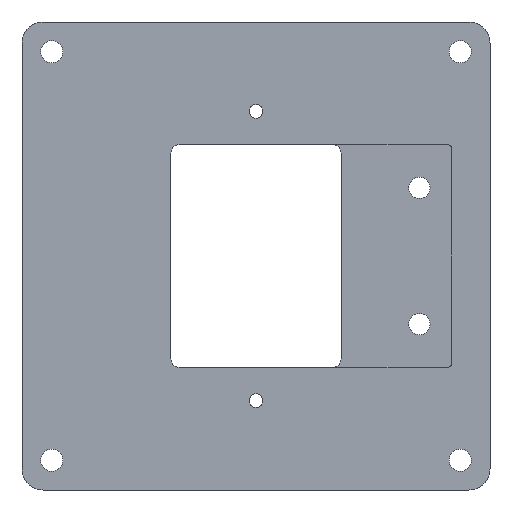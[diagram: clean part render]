
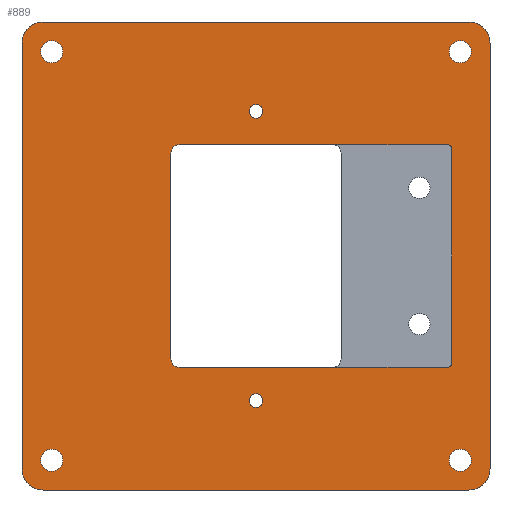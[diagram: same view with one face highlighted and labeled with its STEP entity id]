
A CAD part, front view. The second image highlights one B-rep face of the part: STEP entity #889.
In plain terms, the highlighted planar face has unit normal (0, -1, 0).
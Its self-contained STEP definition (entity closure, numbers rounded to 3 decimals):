
#54=FACE_BOUND('',#160,.T.);
#55=FACE_BOUND('',#161,.T.);
#56=FACE_BOUND('',#162,.T.);
#57=FACE_BOUND('',#163,.T.);
#58=FACE_BOUND('',#164,.T.);
#59=FACE_BOUND('',#165,.T.);
#60=FACE_BOUND('',#166,.T.);
#72=PLANE('',#1003);
#104=FACE_OUTER_BOUND('',#159,.T.);
#159=EDGE_LOOP('',(#693,#694,#695,#696,#697,#698,#699,#700));
#160=EDGE_LOOP('',(#701));
#161=EDGE_LOOP('',(#702));
#162=EDGE_LOOP('',(#703));
#163=EDGE_LOOP('',(#704));
#164=EDGE_LOOP('',(#705));
#165=EDGE_LOOP('',(#706));
#166=EDGE_LOOP('',(#707,#708,#709,#710,#711,#712,#713,#714,#715,#716));
#206=LINE('',#1359,#266);
#222=LINE('',#1525,#282);
#225=LINE('',#1530,#285);
#226=LINE('',#1534,#286);
#227=LINE('',#1538,#287);
#228=LINE('',#1542,#288);
#229=LINE('',#1546,#289);
#230=LINE('',#1557,#290);
#231=LINE('',#1561,#291);
#232=LINE('',#1564,#292);
#266=VECTOR('',#1078,10.);
#282=VECTOR('',#1198,10.);
#285=VECTOR('',#1203,10.);
#286=VECTOR('',#1206,10.);
#287=VECTOR('',#1209,10.);
#288=VECTOR('',#1212,10.);
#289=VECTOR('',#1215,10.);
#290=VECTOR('',#1226,10.);
#291=VECTOR('',#1229,10.);
#292=VECTOR('',#1232,10.);
#321=CIRCLE('',#942,0.8);
#323=CIRCLE('',#945,0.8);
#325=CIRCLE('',#948,0.5);
#331=CIRCLE('',#957,0.5);
#365=CIRCLE('',#1004,2.5);
#366=CIRCLE('',#1005,2.5);
#367=CIRCLE('',#1006,2.5);
#368=CIRCLE('',#1007,2.5);
#369=CIRCLE('',#1008,1.3);
#370=CIRCLE('',#1009,1.3);
#371=CIRCLE('',#1010,1.3);
#372=CIRCLE('',#1011,1.3);
#373=CIRCLE('',#1012,1.);
#374=CIRCLE('',#1013,1.);
#385=VERTEX_POINT('',#1336);
#387=VERTEX_POINT('',#1342);
#390=VERTEX_POINT('',#1349);
#391=VERTEX_POINT('',#1351);
#393=VERTEX_POINT('',#1357);
#401=VERTEX_POINT('',#1377);
#437=VERTEX_POINT('',#1524);
#438=VERTEX_POINT('',#1528);
#439=VERTEX_POINT('',#1532);
#440=VERTEX_POINT('',#1533);
#441=VERTEX_POINT('',#1535);
#442=VERTEX_POINT('',#1537);
#443=VERTEX_POINT('',#1539);
#444=VERTEX_POINT('',#1541);
#445=VERTEX_POINT('',#1543);
#446=VERTEX_POINT('',#1545);
#447=VERTEX_POINT('',#1548);
#448=VERTEX_POINT('',#1550);
#449=VERTEX_POINT('',#1552);
#450=VERTEX_POINT('',#1554);
#451=VERTEX_POINT('',#1556);
#452=VERTEX_POINT('',#1558);
#453=VERTEX_POINT('',#1560);
#454=VERTEX_POINT('',#1562);
#468=EDGE_CURVE('',#385,#385,#321,.T.);
#471=EDGE_CURVE('',#387,#387,#323,.T.);
#474=EDGE_CURVE('',#390,#391,#325,.F.);
#478=EDGE_CURVE('',#390,#393,#206,.T.);
#488=EDGE_CURVE('',#401,#393,#331,.F.);
#535=EDGE_CURVE('',#437,#391,#222,.T.);
#538=EDGE_CURVE('',#401,#438,#225,.T.);
#539=EDGE_CURVE('',#439,#440,#226,.T.);
#540=EDGE_CURVE('',#441,#439,#365,.T.);
#541=EDGE_CURVE('',#442,#441,#227,.T.);
#542=EDGE_CURVE('',#443,#442,#366,.T.);
#543=EDGE_CURVE('',#444,#443,#228,.T.);
#544=EDGE_CURVE('',#445,#444,#367,.T.);
#545=EDGE_CURVE('',#446,#445,#229,.T.);
#546=EDGE_CURVE('',#440,#446,#368,.T.);
#547=EDGE_CURVE('',#447,#447,#369,.T.);
#548=EDGE_CURVE('',#448,#448,#370,.T.);
#549=EDGE_CURVE('',#449,#449,#371,.T.);
#550=EDGE_CURVE('',#450,#450,#372,.T.);
#551=EDGE_CURVE('',#438,#451,#230,.T.);
#552=EDGE_CURVE('',#452,#451,#373,.T.);
#553=EDGE_CURVE('',#452,#453,#231,.T.);
#554=EDGE_CURVE('',#454,#453,#374,.T.);
#555=EDGE_CURVE('',#454,#437,#232,.T.);
#693=ORIENTED_EDGE('',*,*,#539,.F.);
#694=ORIENTED_EDGE('',*,*,#540,.F.);
#695=ORIENTED_EDGE('',*,*,#541,.F.);
#696=ORIENTED_EDGE('',*,*,#542,.F.);
#697=ORIENTED_EDGE('',*,*,#543,.F.);
#698=ORIENTED_EDGE('',*,*,#544,.F.);
#699=ORIENTED_EDGE('',*,*,#545,.F.);
#700=ORIENTED_EDGE('',*,*,#546,.F.);
#701=ORIENTED_EDGE('',*,*,#468,.T.);
#702=ORIENTED_EDGE('',*,*,#471,.T.);
#703=ORIENTED_EDGE('',*,*,#547,.F.);
#704=ORIENTED_EDGE('',*,*,#548,.F.);
#705=ORIENTED_EDGE('',*,*,#549,.F.);
#706=ORIENTED_EDGE('',*,*,#550,.F.);
#707=ORIENTED_EDGE('',*,*,#535,.T.);
#708=ORIENTED_EDGE('',*,*,#474,.F.);
#709=ORIENTED_EDGE('',*,*,#478,.T.);
#710=ORIENTED_EDGE('',*,*,#488,.F.);
#711=ORIENTED_EDGE('',*,*,#538,.T.);
#712=ORIENTED_EDGE('',*,*,#551,.T.);
#713=ORIENTED_EDGE('',*,*,#552,.F.);
#714=ORIENTED_EDGE('',*,*,#553,.T.);
#715=ORIENTED_EDGE('',*,*,#554,.F.);
#716=ORIENTED_EDGE('',*,*,#555,.T.);
#889=ADVANCED_FACE('',(#104,#54,#55,#56,#57,#58,#59,#60),#72,.F.);
#942=AXIS2_PLACEMENT_3D('',#1338,#1057,#1058);
#945=AXIS2_PLACEMENT_3D('',#1344,#1064,#1065);
#948=AXIS2_PLACEMENT_3D('',#1352,#1071,#1072);
#957=AXIS2_PLACEMENT_3D('',#1379,#1097,#1098);
#1003=AXIS2_PLACEMENT_3D('',#1531,#1204,#1205);
#1004=AXIS2_PLACEMENT_3D('',#1536,#1207,#1208);
#1005=AXIS2_PLACEMENT_3D('',#1540,#1210,#1211);
#1006=AXIS2_PLACEMENT_3D('',#1544,#1213,#1214);
#1007=AXIS2_PLACEMENT_3D('',#1547,#1216,#1217);
#1008=AXIS2_PLACEMENT_3D('',#1549,#1218,#1219);
#1009=AXIS2_PLACEMENT_3D('',#1551,#1220,#1221);
#1010=AXIS2_PLACEMENT_3D('',#1553,#1222,#1223);
#1011=AXIS2_PLACEMENT_3D('',#1555,#1224,#1225);
#1012=AXIS2_PLACEMENT_3D('',#1559,#1227,#1228);
#1013=AXIS2_PLACEMENT_3D('',#1563,#1230,#1231);
#1057=DIRECTION('center_axis',(0.,1.,0.));
#1058=DIRECTION('ref_axis',(1.,0.,0.));
#1064=DIRECTION('center_axis',(0.,1.,0.));
#1065=DIRECTION('ref_axis',(1.,0.,0.));
#1071=DIRECTION('center_axis',(0.,1.,0.));
#1072=DIRECTION('ref_axis',(0.707,0.,0.707));
#1078=DIRECTION('',(0.,0.,-1.));
#1097=DIRECTION('center_axis',(0.,1.,0.));
#1098=DIRECTION('ref_axis',(0.707,0.,-0.707));
#1198=DIRECTION('',(1.,0.,0.));
#1203=DIRECTION('',(-1.,0.,0.));
#1204=DIRECTION('center_axis',(0.,1.,0.));
#1205=DIRECTION('ref_axis',(0.,0.,1.));
#1206=DIRECTION('',(-1.,0.,0.));
#1207=DIRECTION('center_axis',(0.,1.,0.));
#1208=DIRECTION('ref_axis',(1.,0.,0.));
#1209=DIRECTION('',(0.,0.,-1.));
#1210=DIRECTION('center_axis',(0.,1.,0.));
#1211=DIRECTION('ref_axis',(0.,0.,1.));
#1212=DIRECTION('',(1.,0.,0.));
#1213=DIRECTION('center_axis',(0.,1.,0.));
#1214=DIRECTION('ref_axis',(-1.,0.,0.));
#1215=DIRECTION('',(0.,0.,1.));
#1216=DIRECTION('center_axis',(0.,1.,0.));
#1217=DIRECTION('ref_axis',(0.,0.,-1.));
#1218=DIRECTION('center_axis',(0.,-1.,0.));
#1219=DIRECTION('ref_axis',(1.,0.,0.));
#1220=DIRECTION('center_axis',(0.,-1.,0.));
#1221=DIRECTION('ref_axis',(1.,0.,0.));
#1222=DIRECTION('center_axis',(0.,-1.,0.));
#1223=DIRECTION('ref_axis',(1.,0.,0.));
#1224=DIRECTION('center_axis',(0.,-1.,0.));
#1225=DIRECTION('ref_axis',(1.,0.,0.));
#1226=DIRECTION('',(-1.,0.,0.));
#1227=DIRECTION('center_axis',(0.,-1.,0.));
#1228=DIRECTION('ref_axis',(-0.707,0.,-0.707));
#1229=DIRECTION('',(0.,0.,1.));
#1230=DIRECTION('center_axis',(0.,-1.,0.));
#1231=DIRECTION('ref_axis',(-0.707,0.,0.707));
#1232=DIRECTION('',(1.,0.,0.));
#1336=CARTESIAN_POINT('',(-0.8,0.,-17.));
#1338=CARTESIAN_POINT('Origin',(0.,0.,-17.));
#1342=CARTESIAN_POINT('',(-0.8,0.,17.));
#1344=CARTESIAN_POINT('Origin',(0.,0.,17.));
#1349=CARTESIAN_POINT('',(23.,0.,12.6));
#1351=CARTESIAN_POINT('',(22.5,0.,13.1));
#1352=CARTESIAN_POINT('Origin',(22.5,0.,12.6));
#1357=CARTESIAN_POINT('',(23.,0.,-12.6));
#1359=CARTESIAN_POINT('',(23.,0.,-6.55));
#1377=CARTESIAN_POINT('',(22.5,0.,-13.1));
#1379=CARTESIAN_POINT('Origin',(22.5,0.,-12.6));
#1524=CARTESIAN_POINT('',(9.,0.,13.1));
#1525=CARTESIAN_POINT('',(11.5,0.,13.1));
#1528=CARTESIAN_POINT('',(9.,0.,-13.1));
#1530=CARTESIAN_POINT('',(4.5,0.,-13.1));
#1531=CARTESIAN_POINT('Origin',(0.,0.,0.));
#1532=CARTESIAN_POINT('',(25.,0.,-27.5));
#1533=CARTESIAN_POINT('',(-25.,0.,-27.5));
#1534=CARTESIAN_POINT('',(25.,0.,-27.5));
#1535=CARTESIAN_POINT('',(27.5,0.,-25.));
#1536=CARTESIAN_POINT('Origin',(25.,0.,-25.));
#1537=CARTESIAN_POINT('',(27.5,0.,25.));
#1538=CARTESIAN_POINT('',(27.5,0.,25.));
#1539=CARTESIAN_POINT('',(25.,0.,27.5));
#1540=CARTESIAN_POINT('Origin',(25.,0.,25.));
#1541=CARTESIAN_POINT('',(-25.,0.,27.5));
#1542=CARTESIAN_POINT('',(-25.,0.,27.5));
#1543=CARTESIAN_POINT('',(-27.5,0.,25.));
#1544=CARTESIAN_POINT('Origin',(-25.,0.,25.));
#1545=CARTESIAN_POINT('',(-27.5,0.,-25.));
#1546=CARTESIAN_POINT('',(-27.5,0.,-25.));
#1547=CARTESIAN_POINT('Origin',(-25.,0.,-25.));
#1548=CARTESIAN_POINT('',(-25.3,0.,24.));
#1549=CARTESIAN_POINT('Origin',(-24.,0.,24.));
#1550=CARTESIAN_POINT('',(-25.3,0.,-24.));
#1551=CARTESIAN_POINT('Origin',(-24.,0.,-24.));
#1552=CARTESIAN_POINT('',(22.7,0.,24.));
#1553=CARTESIAN_POINT('Origin',(24.,0.,24.));
#1554=CARTESIAN_POINT('',(22.7,0.,-24.));
#1555=CARTESIAN_POINT('Origin',(24.,0.,-24.));
#1556=CARTESIAN_POINT('',(-9.,0.,-13.1));
#1557=CARTESIAN_POINT('',(-5.,0.,-13.1));
#1558=CARTESIAN_POINT('',(-10.,0.,-12.1));
#1559=CARTESIAN_POINT('Origin',(-9.,0.,-12.1));
#1560=CARTESIAN_POINT('',(-10.,0.,12.1));
#1561=CARTESIAN_POINT('',(-10.,0.,6.55));
#1562=CARTESIAN_POINT('',(-9.,0.,13.1));
#1563=CARTESIAN_POINT('Origin',(-9.,0.,12.1));
#1564=CARTESIAN_POINT('',(5.,0.,13.1));
